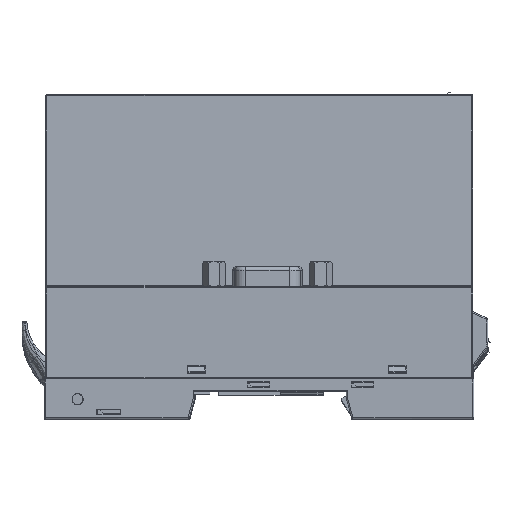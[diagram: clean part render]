
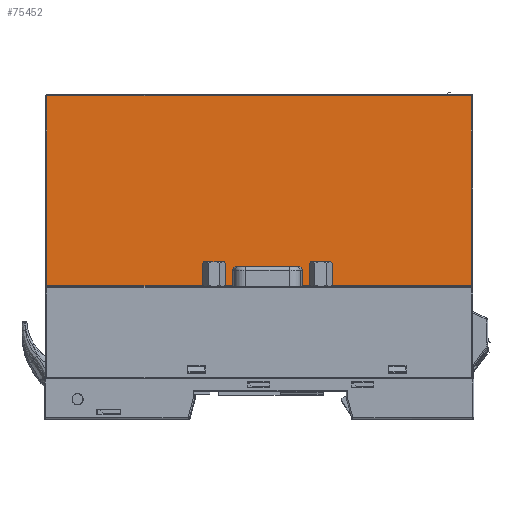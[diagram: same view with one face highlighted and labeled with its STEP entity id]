
A CAD part, top view. The second image highlights one B-rep face of the part: STEP entity #75452.
In plain terms, the highlighted planar face has unit normal (0, 0.026, 1).
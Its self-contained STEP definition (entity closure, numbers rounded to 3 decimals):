
#64934=DIRECTION('',(0.,1.,-0.026));
#64935=VECTOR('',#64934,44.431);
#64936=CARTESIAN_POINT('',(52.7,18.269,8.471));
#64937=LINE('',#64936,#64935);
#64938=DIRECTION('',(-1.,0.,0.));
#64939=VECTOR('',#64938,99.4);
#64940=CARTESIAN_POINT('',(52.7,18.269,8.471));
#64941=LINE('',#64940,#64939);
#64942=DIRECTION('',(0.,-1.,0.026));
#64943=VECTOR('',#64942,44.431);
#64944=CARTESIAN_POINT('',(-46.7,62.685,7.308));
#64945=LINE('',#64944,#64943);
#64946=DIRECTION('',(1.,0.,0.));
#64947=VECTOR('',#64946,99.4);
#64948=CARTESIAN_POINT('',(-46.7,62.685,7.308));
#64949=LINE('',#64948,#64947);
#68036=CARTESIAN_POINT('',(52.7,18.269,8.471));
#68037=CARTESIAN_POINT('',(52.7,62.685,7.308));
#68038=VERTEX_POINT('',#68036);
#68039=VERTEX_POINT('',#68037);
#68046=CARTESIAN_POINT('',(-46.7,62.685,7.308));
#68047=VERTEX_POINT('',#68046);
#68054=CARTESIAN_POINT('',(-46.7,18.269,8.471));
#68055=VERTEX_POINT('',#68054);
#75437=CARTESIAN_POINT('',(-48.656,62.977,7.3));
#75438=DIRECTION('',(0.,0.026,1.));
#75439=DIRECTION('',(1.,0.,0.));
#75440=AXIS2_PLACEMENT_3D('',#75437,#75438,#75439);
#75441=PLANE('',#75440);
#75443=ORIENTED_EDGE('',*,*,#75442,.F.);
#75445=ORIENTED_EDGE('',*,*,#75444,.T.);
#75447=ORIENTED_EDGE('',*,*,#75446,.F.);
#75449=ORIENTED_EDGE('',*,*,#75448,.T.);
#75450=EDGE_LOOP('',(#75443,#75445,#75447,#75449));
#75451=FACE_OUTER_BOUND('',#75450,.F.);
#75452=ADVANCED_FACE('',(#75451),#75441,.T.);
#75442=EDGE_CURVE('',#68038,#68039,#64937,.T.);
#75444=EDGE_CURVE('',#68038,#68055,#64941,.T.);
#75446=EDGE_CURVE('',#68047,#68055,#64945,.T.);
#75448=EDGE_CURVE('',#68047,#68039,#64949,.T.);
